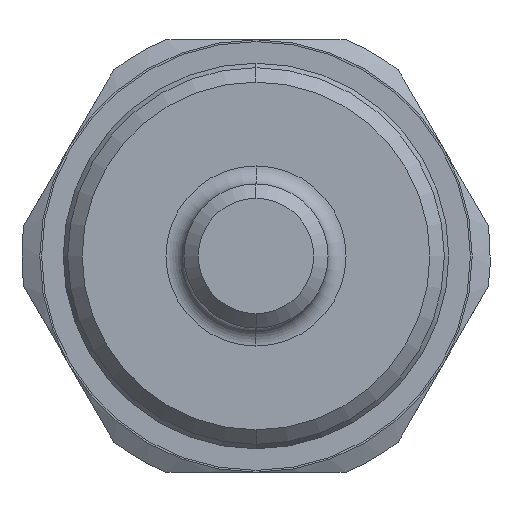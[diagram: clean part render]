
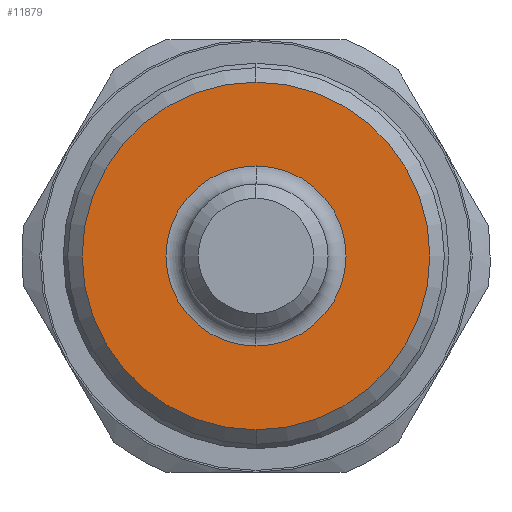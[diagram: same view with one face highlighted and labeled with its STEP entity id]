
A CAD part, front view. The second image highlights one B-rep face of the part: STEP entity #11879.
In plain terms, the highlighted planar face has unit normal (0, -1, 0).
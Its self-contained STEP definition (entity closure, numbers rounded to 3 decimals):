
#594 = CIRCLE ( 'NONE', #6244, 9.65 ) ;
#752 = DIRECTION ( 'NONE',  ( 0., 0., -1. ) ) ;
#1302 = DIRECTION ( 'NONE',  ( 0., -1., 0. ) ) ;
#1374 = CIRCLE ( 'NONE', #8496, 5. ) ;
#1546 = DIRECTION ( 'NONE',  ( 0., -1., 0. ) ) ;
#1819 = ORIENTED_EDGE ( 'NONE', *, *, #6383, .T. ) ;
#1927 = ORIENTED_EDGE ( 'NONE', *, *, #9385, .T. ) ;
#2228 = EDGE_CURVE ( 'NONE', #3179, #8508, #3289, .T. ) ;
#2936 = FACE_BOUND ( 'NONE', #11730, .T. ) ;
#2988 = FACE_OUTER_BOUND ( 'NONE', #7270, .T. ) ;
#3179 = VERTEX_POINT ( 'NONE', #6990 ) ;
#3289 = CIRCLE ( 'NONE', #8179, 9.65 ) ;
#3698 = CARTESIAN_POINT ( 'NONE',  ( 0., -10.5, 0. ) ) ;
#5169 = DIRECTION ( 'NONE',  ( 0., 0., -1. ) ) ;
#5287 = ORIENTED_EDGE ( 'NONE', *, *, #2228, .T. ) ;
#6037 = AXIS2_PLACEMENT_3D ( 'NONE', #8673, #12642, #10794 ) ;
#6244 = AXIS2_PLACEMENT_3D ( 'NONE', #11532, #1546, #10440 ) ;
#6383 = EDGE_CURVE ( 'NONE', #8508, #3179, #594, .T. ) ;
#6410 = CARTESIAN_POINT ( 'NONE',  ( 0., -10.5, -5. ) ) ;
#6990 = CARTESIAN_POINT ( 'NONE',  ( 0., -10.5, -9.65 ) ) ;
#7270 = EDGE_LOOP ( 'NONE', ( #1819, #5287 ) ) ;
#7455 = DIRECTION ( 'NONE',  ( 0., 0., -1. ) ) ;
#7917 = EDGE_CURVE ( 'NONE', #9121, #8888, #1374, .T. ) ;
#8179 = AXIS2_PLACEMENT_3D ( 'NONE', #10816, #1302, #5169 ) ;
#8496 = AXIS2_PLACEMENT_3D ( 'NONE', #3698, #11581, #7455 ) ;
#8508 = VERTEX_POINT ( 'NONE', #9021 ) ;
#8584 = CARTESIAN_POINT ( 'NONE',  ( 0., -10.5, 5. ) ) ;
#8635 = ORIENTED_EDGE ( 'NONE', *, *, #7917, .T. ) ;
#8673 = CARTESIAN_POINT ( 'NONE',  ( 10.45, -10.5, 0. ) ) ;
#8744 = CIRCLE ( 'NONE', #11634, 5. ) ;
#8888 = VERTEX_POINT ( 'NONE', #6410 ) ;
#8926 = PLANE ( 'NONE',  #6037 ) ;
#9021 = CARTESIAN_POINT ( 'NONE',  ( 0., -10.5, 9.65 ) ) ;
#9121 = VERTEX_POINT ( 'NONE', #8584 ) ;
#9385 = EDGE_CURVE ( 'NONE', #8888, #9121, #8744, .T. ) ;
#9473 = DIRECTION ( 'NONE',  ( 0., 1., 0. ) ) ;
#10440 = DIRECTION ( 'NONE',  ( 0., 0., -1. ) ) ;
#10794 = DIRECTION ( 'NONE',  ( 0., 0., -1. ) ) ;
#10816 = CARTESIAN_POINT ( 'NONE',  ( 0., -10.5, 0. ) ) ;
#11472 = CARTESIAN_POINT ( 'NONE',  ( 0., -10.5, 0. ) ) ;
#11532 = CARTESIAN_POINT ( 'NONE',  ( 0., -10.5, 0. ) ) ;
#11581 = DIRECTION ( 'NONE',  ( 0., 1., 0. ) ) ;
#11634 = AXIS2_PLACEMENT_3D ( 'NONE', #11472, #9473, #752 ) ;
#11730 = EDGE_LOOP ( 'NONE', ( #1927, #8635 ) ) ;
#11879 = ADVANCED_FACE ( 'NONE', ( #2936, #2988 ), #8926, .T. ) ;
#12642 = DIRECTION ( 'NONE',  ( 0., -1., 0. ) ) ;
